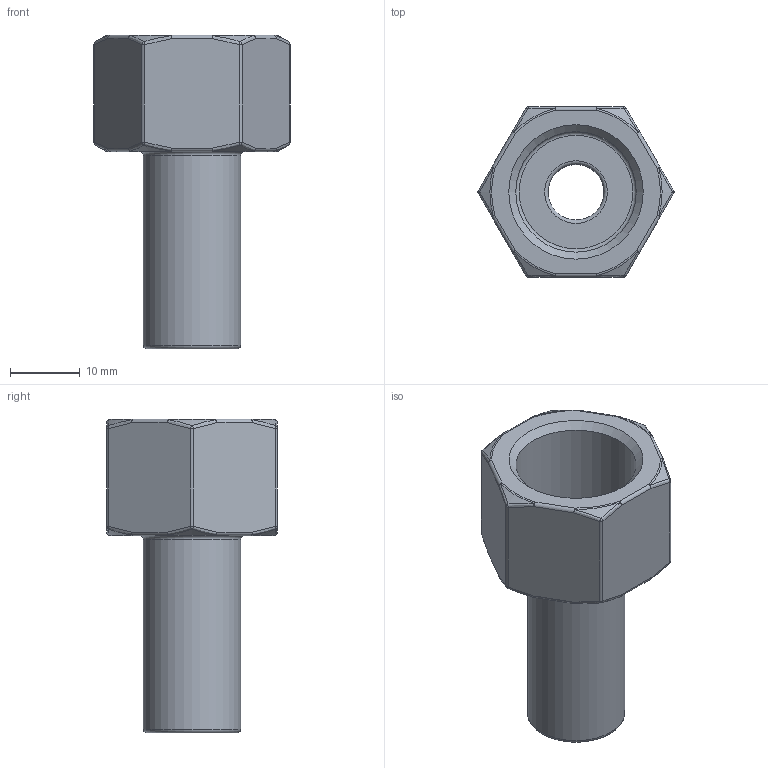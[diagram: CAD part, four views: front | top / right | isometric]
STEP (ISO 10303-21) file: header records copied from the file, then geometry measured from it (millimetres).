
FILE_DESCRIPTION(/* description */ ('Unknown'),/* implementation_level */ '2;1');
FILE_NAME(/* name */ 'R-145-DN15X14',/* time_stamp */ '2024-06-20T09:48:26+08:00',/* author */ ('Unknown'),/* organization */ ('Unknown'),/* preprocessor_version */ 'ST-DEVELOPER v16.7',/* originating_system */ 'DEX',/* authorisation */ $);
FILE_SCHEMA (('AUTOMOTIVE_DESIGN {1 0 10303 214 3 1 1}'));
Length unit declared in the file: millimetre
Products named in the file (2): R-145-DN15X14; 1-2x14
Assembly tree (1 placements, depth 2):
  R-145-DN15X14
    1-2x14
Bounding box: 28.14 x 24.5 x 45 mm (x, y, z)
Volume: 8179.3 mm3; surface area: 4994 mm2
Topology: 1 solids, 1 shells, 120 faces, 275 edges, 123 vertices
Faces by surface type: sphere 36, bspline 24, cylinder 21, torus 16, cone 13, plane 10
Full cylindrical faces by diameter (mm): 8 x1, 14 x1, 17.3 x1
Entity records: 3467 total; most frequent: CARTESIAN_POINT 1092, DIRECTION 518, ORIENTED_EDGE 454, AXIS2_PLACEMENT_3D 241, EDGE_CURVE 227, CIRCLE 143, EDGE_LOOP 132, FACE_BOUND 132
